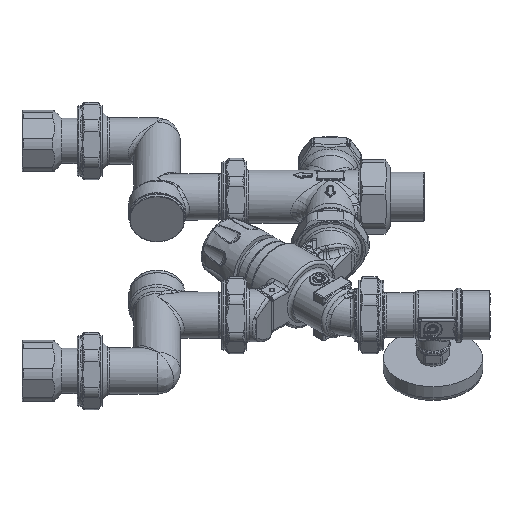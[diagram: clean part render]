
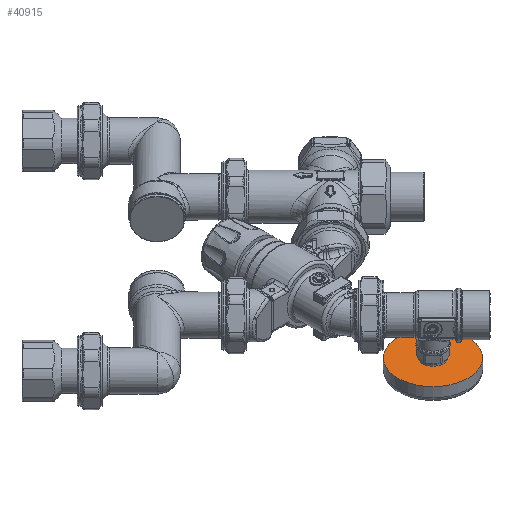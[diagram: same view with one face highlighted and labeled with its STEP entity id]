
A CAD part, isometric view. The second image highlights one B-rep face of the part: STEP entity #40915.
In plain terms, the highlighted planar face has unit normal (0, 0, 1).
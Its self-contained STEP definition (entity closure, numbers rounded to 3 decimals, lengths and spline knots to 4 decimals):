
#3903=FACE_BOUND('',#8723,.T.);
#6065=FACE_OUTER_BOUND('',#8722,.T.);
#8722=EDGE_LOOP('',(#30740));
#8723=EDGE_LOOP('',(#30741));
#13992=CIRCLE('',#44408,1.03);
#13994=CIRCLE('',#44412,0.3);
#16831=VERTEX_POINT('',#106349);
#16833=VERTEX_POINT('',#106356);
#21629=EDGE_CURVE('',#16831,#16831,#13992,.T.);
#21632=EDGE_CURVE('',#16833,#16833,#13994,.T.);
#30740=ORIENTED_EDGE('',*,*,#21629,.T.);
#30741=ORIENTED_EDGE('',*,*,#21632,.T.);
#36688=PLANE('',#44413);
#40915=ADVANCED_FACE('',(#6065,#3903),#36688,.F.);
#44408=AXIS2_PLACEMENT_3D('',#106351,#51815,#51816);
#44412=AXIS2_PLACEMENT_3D('',#106358,#51824,#51825);
#44413=AXIS2_PLACEMENT_3D('',#106359,#51826,#51827);
#51815=DIRECTION('center_axis',(0.,0.,
1.));
#51816=DIRECTION('ref_axis',(-0.707,0.707,0.));
#51824=DIRECTION('center_axis',(0.,0.,
-1.));
#51825=DIRECTION('ref_axis',(0.707,-0.707,0.));
#51826=DIRECTION('center_axis',(0.,0.,
-1.));
#51827=DIRECTION('ref_axis',(0.707,-0.707,0.));
#106349=CARTESIAN_POINT('',(2.0348,-3.5269,-2.4095));
#106351=CARTESIAN_POINT('Origin',(1.3064,-2.7986,-2.4095));
#106356=CARTESIAN_POINT('',(1.0943,-2.5864,-2.4095));
#106358=CARTESIAN_POINT('Origin',(1.3064,-2.7986,-2.4095));
#106359=CARTESIAN_POINT('Origin',(1.3064,-2.7986,-2.4095));
